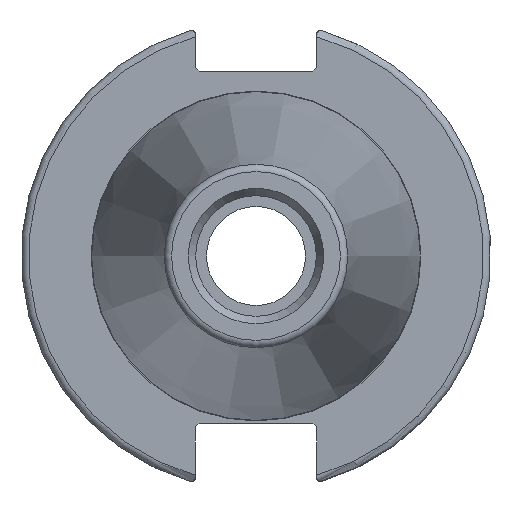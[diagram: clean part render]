
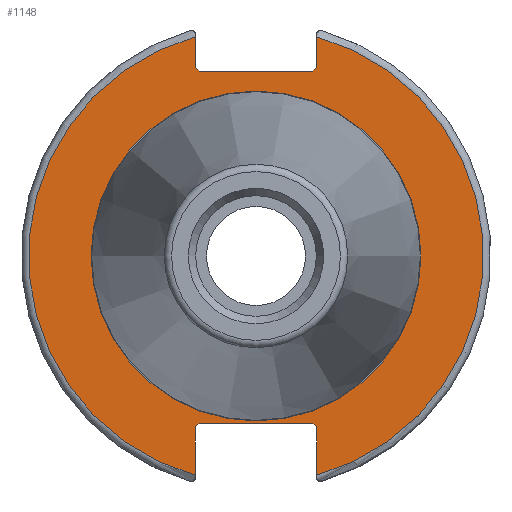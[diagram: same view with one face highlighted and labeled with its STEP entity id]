
A CAD part, left-side view. The second image highlights one B-rep face of the part: STEP entity #1148.
In plain terms, the highlighted planar face has unit normal (-1, 0, 0).
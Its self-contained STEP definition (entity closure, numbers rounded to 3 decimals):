
#37=FACE_BOUND('',#191,.T.);
#45=PLANE('',#1273);
#117=FACE_OUTER_BOUND('',#190,.T.);
#190=EDGE_LOOP('',(#858,#859,#860,#861,#862,#863,#864,#865,#866,#867,#868,
#869));
#191=EDGE_LOOP('',(#870));
#275=CIRCLE('',#1271,22.3);
#277=CIRCLE('',#1274,30.75);
#278=CIRCLE('',#1275,30.75);
#316=LINE('',#1879,#388);
#317=LINE('',#1881,#389);
#318=LINE('',#1883,#390);
#319=LINE('',#1885,#391);
#320=LINE('',#1887,#392);
#321=LINE('',#1891,#393);
#322=LINE('',#1893,#394);
#323=LINE('',#1895,#395);
#324=LINE('',#1897,#396);
#325=LINE('',#1898,#397);
#388=VECTOR('',#1474,10.);
#389=VECTOR('',#1475,10.);
#390=VECTOR('',#1476,10.);
#391=VECTOR('',#1477,10.);
#392=VECTOR('',#1478,10.);
#393=VECTOR('',#1481,10.);
#394=VECTOR('',#1482,10.);
#395=VECTOR('',#1483,10.);
#396=VECTOR('',#1484,10.);
#397=VECTOR('',#1485,10.);
#507=VERTEX_POINT('',#1870);
#508=VERTEX_POINT('',#1875);
#509=VERTEX_POINT('',#1876);
#510=VERTEX_POINT('',#1878);
#511=VERTEX_POINT('',#1880);
#512=VERTEX_POINT('',#1882);
#513=VERTEX_POINT('',#1884);
#514=VERTEX_POINT('',#1886);
#515=VERTEX_POINT('',#1888);
#516=VERTEX_POINT('',#1890);
#517=VERTEX_POINT('',#1892);
#518=VERTEX_POINT('',#1894);
#519=VERTEX_POINT('',#1896);
#638=EDGE_CURVE('',#507,#507,#275,.T.);
#640=EDGE_CURVE('',#508,#509,#277,.T.);
#641=EDGE_CURVE('',#508,#510,#316,.T.);
#642=EDGE_CURVE('',#511,#510,#317,.T.);
#643=EDGE_CURVE('',#511,#512,#318,.T.);
#644=EDGE_CURVE('',#513,#512,#319,.T.);
#645=EDGE_CURVE('',#513,#514,#320,.T.);
#646=EDGE_CURVE('',#515,#514,#278,.T.);
#647=EDGE_CURVE('',#515,#516,#321,.T.);
#648=EDGE_CURVE('',#517,#516,#322,.T.);
#649=EDGE_CURVE('',#517,#518,#323,.T.);
#650=EDGE_CURVE('',#519,#518,#324,.T.);
#651=EDGE_CURVE('',#519,#509,#325,.T.);
#858=ORIENTED_EDGE('',*,*,#640,.F.);
#859=ORIENTED_EDGE('',*,*,#641,.T.);
#860=ORIENTED_EDGE('',*,*,#642,.F.);
#861=ORIENTED_EDGE('',*,*,#643,.T.);
#862=ORIENTED_EDGE('',*,*,#644,.F.);
#863=ORIENTED_EDGE('',*,*,#645,.T.);
#864=ORIENTED_EDGE('',*,*,#646,.F.);
#865=ORIENTED_EDGE('',*,*,#647,.T.);
#866=ORIENTED_EDGE('',*,*,#648,.F.);
#867=ORIENTED_EDGE('',*,*,#649,.T.);
#868=ORIENTED_EDGE('',*,*,#650,.F.);
#869=ORIENTED_EDGE('',*,*,#651,.T.);
#870=ORIENTED_EDGE('',*,*,#638,.F.);
#1148=ADVANCED_FACE('',(#117,#37),#45,.T.);
#1271=AXIS2_PLACEMENT_3D('',#1872,#1466,#1467);
#1273=AXIS2_PLACEMENT_3D('',#1874,#1470,#1471);
#1274=AXIS2_PLACEMENT_3D('',#1877,#1472,#1473);
#1275=AXIS2_PLACEMENT_3D('',#1889,#1479,#1480);
#1466=DIRECTION('center_axis',(-1.,0.,0.));
#1467=DIRECTION('ref_axis',(0.,-1.,0.));
#1470=DIRECTION('center_axis',(-1.,0.,0.));
#1471=DIRECTION('ref_axis',(0.,0.,1.));
#1472=DIRECTION('center_axis',(1.,0.,0.));
#1473=DIRECTION('ref_axis',(0.,-1.,0.));
#1474=DIRECTION('',(0.,0.,-1.));
#1475=DIRECTION('',(0.,-0.707,0.707));
#1476=DIRECTION('',(0.,1.,0.));
#1477=DIRECTION('',(0.,-0.707,-0.707));
#1478=DIRECTION('',(0.,0.,1.));
#1479=DIRECTION('center_axis',(1.,0.,0.));
#1480=DIRECTION('ref_axis',(0.,1.,0.));
#1481=DIRECTION('',(0.,0.,1.));
#1482=DIRECTION('',(0.,0.707,-0.707));
#1483=DIRECTION('',(0.,-1.,0.));
#1484=DIRECTION('',(0.,0.707,0.707));
#1485=DIRECTION('',(0.,0.,-1.));
#1870=CARTESIAN_POINT('',(3.175,0.,22.3));
#1872=CARTESIAN_POINT('Origin',(3.175,0.,0.));
#1874=CARTESIAN_POINT('Origin',(3.175,31.75,0.));
#1875=CARTESIAN_POINT('',(3.175,-8.19,29.639));
#1876=CARTESIAN_POINT('',(3.175,-8.19,-29.639));
#1877=CARTESIAN_POINT('Origin',(3.175,0.,0.));
#1878=CARTESIAN_POINT('',(3.175,-8.19,25.5));
#1879=CARTESIAN_POINT('',(3.175,-8.19,12.5));
#1880=CARTESIAN_POINT('',(3.175,-7.69,25.));
#1881=CARTESIAN_POINT('',(3.175,8.295,9.015));
#1882=CARTESIAN_POINT('',(3.175,7.69,25.));
#1883=CARTESIAN_POINT('',(3.175,15.875,25.));
#1884=CARTESIAN_POINT('',(3.175,8.19,25.5));
#1885=CARTESIAN_POINT('',(3.175,7.58,24.89));
#1886=CARTESIAN_POINT('',(3.175,8.19,29.639));
#1887=CARTESIAN_POINT('',(3.175,8.19,12.5));
#1888=CARTESIAN_POINT('',(3.175,8.19,-29.639));
#1889=CARTESIAN_POINT('Origin',(3.175,0.,0.));
#1890=CARTESIAN_POINT('',(3.175,8.19,-23.1));
#1891=CARTESIAN_POINT('',(3.175,8.19,-11.3));
#1892=CARTESIAN_POINT('',(3.175,7.69,-22.6));
#1893=CARTESIAN_POINT('',(3.175,8.18,-23.09));
#1894=CARTESIAN_POINT('',(3.175,-7.69,-22.6));
#1895=CARTESIAN_POINT('',(3.175,15.875,-22.6));
#1896=CARTESIAN_POINT('',(3.175,-8.19,-23.1));
#1897=CARTESIAN_POINT('',(3.175,7.695,-7.215));
#1898=CARTESIAN_POINT('',(3.175,-8.19,-11.3));
